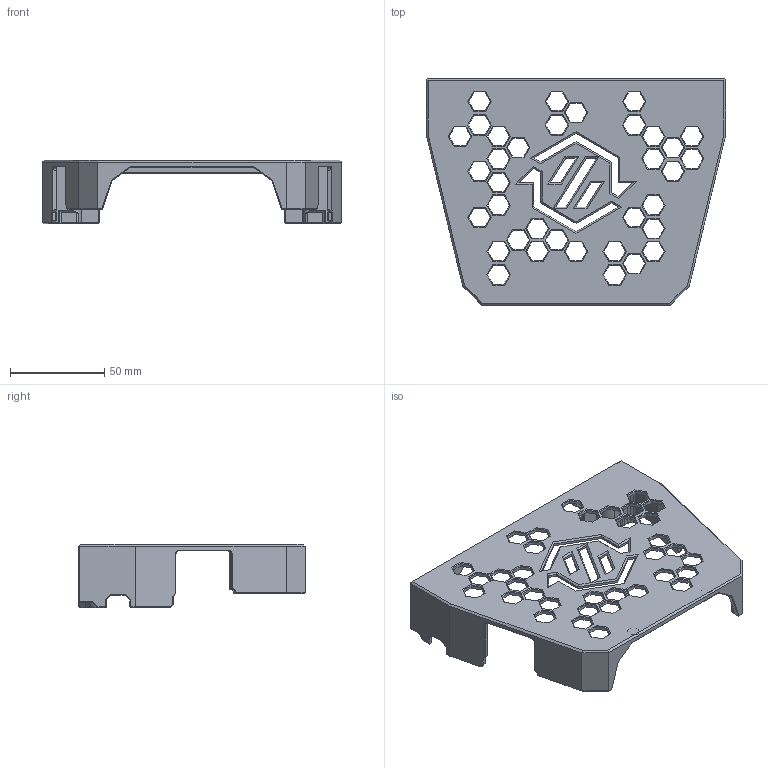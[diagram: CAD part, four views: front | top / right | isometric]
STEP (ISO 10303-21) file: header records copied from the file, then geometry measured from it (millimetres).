
FILE_DESCRIPTION (( 'STEP AP214' ), '1' );
FILE_NAME ('Birdsnest_Cover_Rev1.1.STEP', '2024-08-17T03:40:36', ( '' ), ( '' ), 'SwSTEP 2.0', 'SolidWorks 2024', '' );
FILE_SCHEMA (( 'AUTOMOTIVE_DESIGN' ));
Length unit declared in the file: metre
Products named in the file (1): Birdsnest_Cover_Rev1.1
Bounding box: 158.6 x 120 x 33.6 mm (x, y, z)
Volume: 59069.8 mm3; surface area: 46374.8 mm2
Topology: 1 solids, 1 shells, 772 faces, 1906 edges, 1140 vertices
Faces by surface type: plane 704, cylinder 35, cone 31, bspline 2
Entity records: 22126 total; most frequent: CARTESIAN_POINT 3954, ORIENTED_EDGE 3812, DIRECTION 3503, EDGE_CURVE 1906, LINE 1769, VECTOR 1769, VERTEX_POINT 1140, AXIS2_PLACEMENT_3D 867
